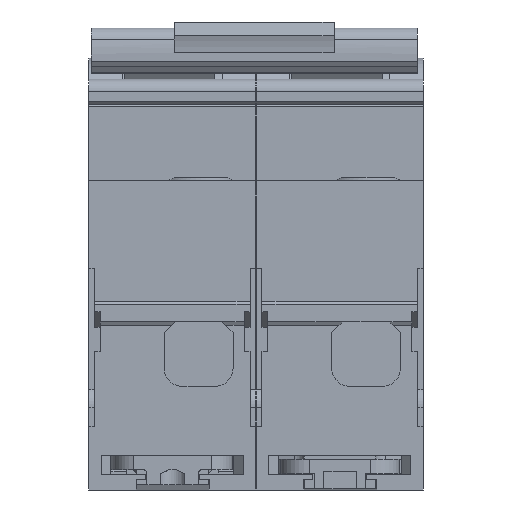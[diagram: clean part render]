
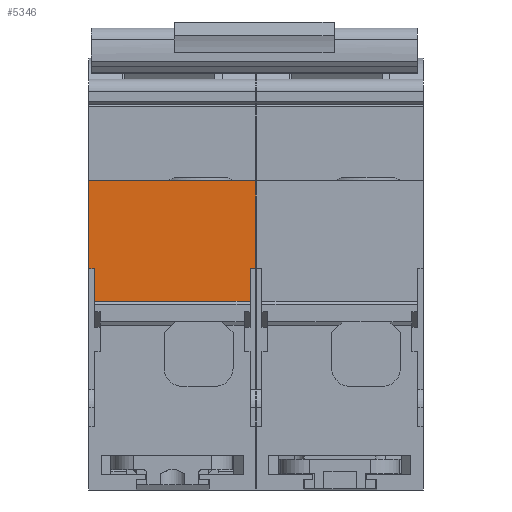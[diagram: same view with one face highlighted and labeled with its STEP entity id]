
A CAD part, front view. The second image highlights one B-rep face of the part: STEP entity #5346.
In plain terms, the highlighted planar face has unit normal (0, -1, 0).
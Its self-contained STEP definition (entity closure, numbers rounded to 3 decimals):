
#121=DIRECTION('',(0.,0.,-1.));
#122=VECTOR('',#121,14.);
#123=CARTESIAN_POINT('',(-13.35,-40.55,14.864));
#124=LINE('',#123,#122);
#650=DIRECTION('',(0.,0.,-1.));
#651=VECTOR('',#650,14.);
#652=CARTESIAN_POINT('',(13.35,-40.55,14.864));
#653=LINE('',#652,#651);
#1149=DIRECTION('',(0.,0.,-1.));
#1150=VECTOR('',#1149,5.18);
#1151=CARTESIAN_POINT('',(-12.4,-40.55,0.863));
#1152=LINE('',#1151,#1150);
#1153=DIRECTION('',(1.,0.,0.));
#1154=VECTOR('',#1153,0.95);
#1155=CARTESIAN_POINT('',(-13.35,-40.55,0.863));
#1156=LINE('',#1155,#1154);
#1157=DIRECTION('',(1.,0.,0.));
#1158=VECTOR('',#1157,26.7);
#1159=CARTESIAN_POINT('',(-13.35,-40.55,14.864));
#1160=LINE('',#1159,#1158);
#1161=DIRECTION('',(-1.,0.,0.));
#1162=VECTOR('',#1161,0.95);
#1163=CARTESIAN_POINT('',(13.35,-40.55,0.863));
#1164=LINE('',#1163,#1162);
#1165=DIRECTION('',(0.,0.,-1.));
#1166=VECTOR('',#1165,5.18);
#1167=CARTESIAN_POINT('',(12.4,-40.55,0.863));
#1168=LINE('',#1167,#1166);
#1169=DIRECTION('',(1.,0.,0.));
#1170=VECTOR('',#1169,24.8);
#1171=CARTESIAN_POINT('',(-12.4,-40.55,-4.317));
#1172=LINE('',#1171,#1170);
#3217=CARTESIAN_POINT('',(13.35,-40.55,14.864));
#3218=VERTEX_POINT('',#3217);
#3219=CARTESIAN_POINT('',(-13.35,-40.55,14.864));
#3220=VERTEX_POINT('',#3219);
#3333=CARTESIAN_POINT('',(13.35,-40.55,0.863));
#3334=VERTEX_POINT('',#3333);
#3343=CARTESIAN_POINT('',(12.4,-40.55,0.863));
#3344=CARTESIAN_POINT('',(12.4,-40.55,-4.317));
#3345=VERTEX_POINT('',#3343);
#3346=VERTEX_POINT('',#3344);
#3723=CARTESIAN_POINT('',(-12.4,-40.55,0.863));
#3725=VERTEX_POINT('',#3723);
#3812=CARTESIAN_POINT('',(-13.35,-40.55,0.863));
#3813=VERTEX_POINT('',#3812);
#3818=CARTESIAN_POINT('',(-12.4,-40.55,-4.317));
#3819=VERTEX_POINT('',#3818);
#5326=CARTESIAN_POINT('',(-13.35,-40.55,14.864));
#5327=DIRECTION('',(0.,-1.,0.));
#5328=DIRECTION('',(0.,0.,-1.));
#5329=AXIS2_PLACEMENT_3D('',#5326,#5327,#5328);
#5330=PLANE('',#5329);
#5332=ORIENTED_EDGE('',*,*,#5331,.F.);
#5334=ORIENTED_EDGE('',*,*,#5333,.F.);
#5335=ORIENTED_EDGE('',*,*,#4139,.F.);
#5336=ORIENTED_EDGE('',*,*,#5212,.T.);
#5337=ORIENTED_EDGE('',*,*,#4548,.T.);
#5339=ORIENTED_EDGE('',*,*,#5338,.T.);
#5341=ORIENTED_EDGE('',*,*,#5340,.T.);
#5343=ORIENTED_EDGE('',*,*,#5342,.F.);
#5344=EDGE_LOOP('',(#5332,#5334,#5335,#5336,#5337,#5339,#5341,#5343));
#5345=FACE_OUTER_BOUND('',#5344,.F.);
#5346=ADVANCED_FACE('',(#5345),#5330,.T.);
#4139=EDGE_CURVE('',#3220,#3813,#124,.T.);
#4548=EDGE_CURVE('',#3218,#3334,#653,.T.);
#5212=EDGE_CURVE('',#3220,#3218,#1160,.T.);
#5331=EDGE_CURVE('',#3725,#3819,#1152,.T.);
#5333=EDGE_CURVE('',#3813,#3725,#1156,.T.);
#5338=EDGE_CURVE('',#3334,#3345,#1164,.T.);
#5340=EDGE_CURVE('',#3345,#3346,#1168,.T.);
#5342=EDGE_CURVE('',#3819,#3346,#1172,.T.);
